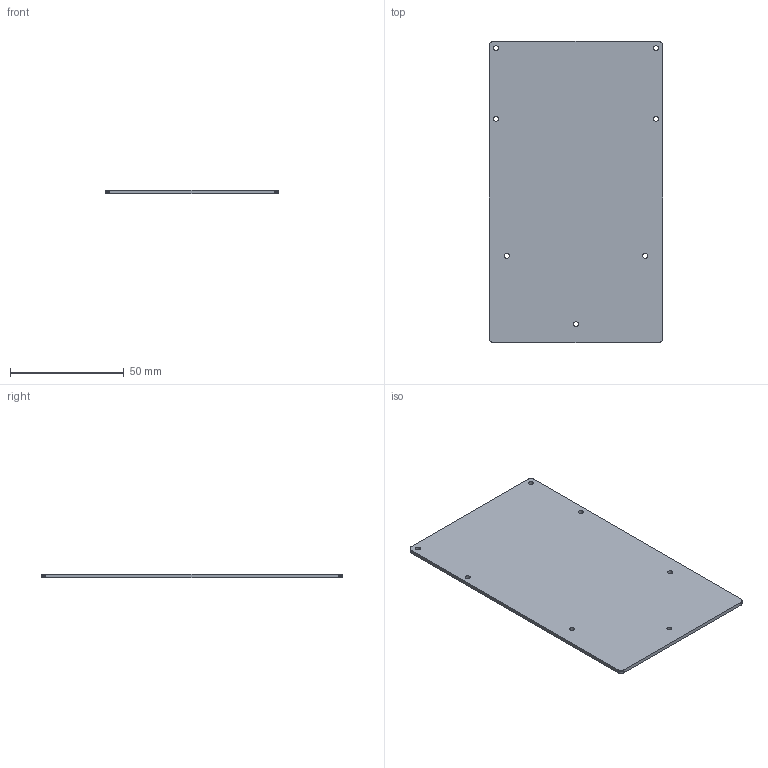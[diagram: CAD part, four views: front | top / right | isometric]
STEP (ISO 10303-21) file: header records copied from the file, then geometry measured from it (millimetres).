
FILE_DESCRIPTION(('KiCad electronic assembly'),'2;1');
FILE_NAME('back_plate.step','2023-12-09T22:47:34',('Pcbnew'),('Kicad'), 'Open CASCADE STEP processor 7.7','KiCad to STEP converter','Unknown' );
FILE_SCHEMA(('AUTOMOTIVE_DESIGN { 1 0 10303 214 1 1 1 1 }'));
Length unit declared in the file: millimetre
Products named in the file (2): back_plate 1; back_plate PCB
Assembly tree (1 placements, depth 2):
  back_plate 1
    back_plate PCB
Bounding box: 76.2 x 132.25 x 1.6 mm (x, y, z)
Volume: 16075.8 mm3; surface area: 20833.7 mm2
Topology: 1 solids, 1 shells, 57 faces, 165 edges, 110 vertices
Faces by surface type: plane 50, cylinder 7
Full cylindrical faces by diameter (mm): 2.2 x7
Entity records: 4117 total; most frequent: CARTESIAN_POINT 748, DIRECTION 613, LINE 467, VECTOR 467, ORIENTED_EDGE 330, PCURVE 330, DEFINITIONAL_REPRESENTATION 330, EDGE_CURVE 165
